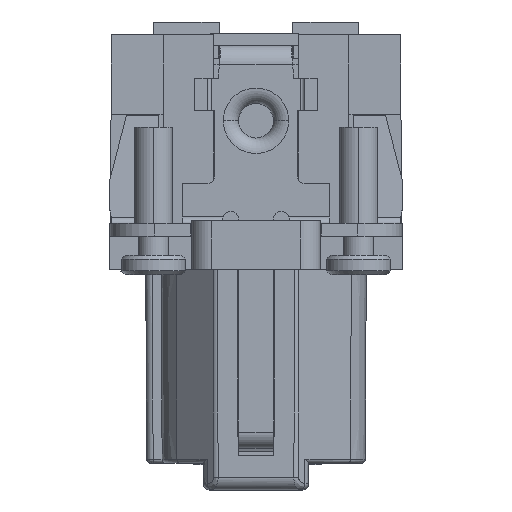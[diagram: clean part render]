
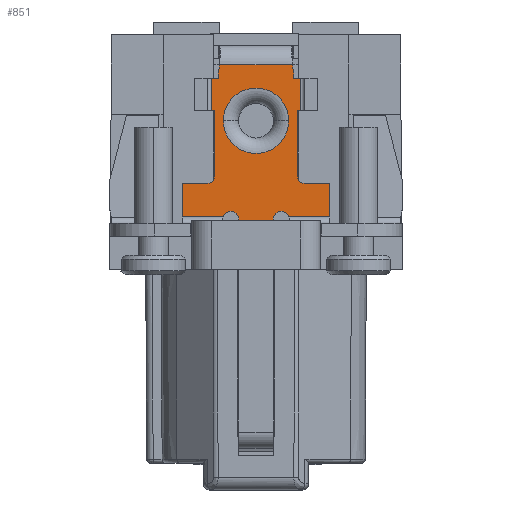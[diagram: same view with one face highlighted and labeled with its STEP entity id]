
A CAD part, left-side view. The second image highlights one B-rep face of the part: STEP entity #851.
In plain terms, the highlighted planar face has unit normal (-1, 0, 0).
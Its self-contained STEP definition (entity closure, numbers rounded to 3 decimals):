
#267=FACE_BOUND('',#7935,.T.);
#268=FACE_BOUND('',#7936,.T.);
#851=ADVANCED_FACE('',(#267,#268),#3382,.T.);
#3382=PLANE('',#49702);
#7935=EDGE_LOOP('',(#11134,#11135));
#7936=EDGE_LOOP('',(#11136,#11137,#11138,#11139,#11140,#11141,#11142,#11143,
#11144,#11145,#11146,#11147,#11148,#11149,#11150,#11151,#11152,#11153,#11154,
#11155,#11156,#11157,#11158,#11159,#11160,#11161));
#10650=B_SPLINE_CURVE_WITH_KNOTS('',3,(#65428,#65429,#65430,#65431),
 .UNSPECIFIED.,.F.,.F.,(4,4),(0.,1.),.UNSPECIFIED.);
#10651=B_SPLINE_CURVE_WITH_KNOTS('',3,(#65480,#65481,#65482,#65483),
 .UNSPECIFIED.,.F.,.F.,(4,4),(0.,1.),.UNSPECIFIED.);
#10652=B_SPLINE_CURVE_WITH_KNOTS('',3,(#65485,#65486,#65487,#65488),
 .UNSPECIFIED.,.F.,.F.,(4,4),(0.,1.),.UNSPECIFIED.);
#11134=ORIENTED_EDGE('',*,*,#29914,.T.);
#11135=ORIENTED_EDGE('',*,*,#29918,.T.);
#11136=ORIENTED_EDGE('',*,*,#29949,.T.);
#11137=ORIENTED_EDGE('',*,*,#29950,.F.);
#11138=ORIENTED_EDGE('',*,*,#29951,.T.);
#11139=ORIENTED_EDGE('',*,*,#29952,.T.);
#11140=ORIENTED_EDGE('',*,*,#29953,.T.);
#11141=ORIENTED_EDGE('',*,*,#29954,.F.);
#11142=ORIENTED_EDGE('',*,*,#29955,.T.);
#11143=ORIENTED_EDGE('',*,*,#29956,.T.);
#11144=ORIENTED_EDGE('',*,*,#29957,.T.);
#11145=ORIENTED_EDGE('',*,*,#29958,.F.);
#11146=ORIENTED_EDGE('',*,*,#29959,.T.);
#11147=ORIENTED_EDGE('',*,*,#29960,.F.);
#11148=ORIENTED_EDGE('',*,*,#29961,.T.);
#11149=ORIENTED_EDGE('',*,*,#29962,.F.);
#11150=ORIENTED_EDGE('',*,*,#29963,.T.);
#11151=ORIENTED_EDGE('',*,*,#29964,.T.);
#11152=ORIENTED_EDGE('',*,*,#29965,.T.);
#11153=ORIENTED_EDGE('',*,*,#29966,.T.);
#11154=ORIENTED_EDGE('',*,*,#29967,.T.);
#11155=ORIENTED_EDGE('',*,*,#29968,.F.);
#11156=ORIENTED_EDGE('',*,*,#29969,.T.);
#11157=ORIENTED_EDGE('',*,*,#29970,.T.);
#11158=ORIENTED_EDGE('',*,*,#29971,.T.);
#11159=ORIENTED_EDGE('',*,*,#29972,.F.);
#11160=ORIENTED_EDGE('',*,*,#29973,.T.);
#11161=ORIENTED_EDGE('',*,*,#29974,.T.);
#25238=VERTEX_POINT('',#65355);
#25240=VERTEX_POINT('',#65358);
#25270=VERTEX_POINT('',#65432);
#25271=VERTEX_POINT('',#65433);
#25272=VERTEX_POINT('',#65435);
#25273=VERTEX_POINT('',#65437);
#25274=VERTEX_POINT('',#65439);
#25275=VERTEX_POINT('',#65441);
#25276=VERTEX_POINT('',#65443);
#25277=VERTEX_POINT('',#65445);
#25278=VERTEX_POINT('',#65447);
#25279=VERTEX_POINT('',#65449);
#25280=VERTEX_POINT('',#65451);
#25281=VERTEX_POINT('',#65453);
#25282=VERTEX_POINT('',#65455);
#25283=VERTEX_POINT('',#65457);
#25284=VERTEX_POINT('',#65459);
#25285=VERTEX_POINT('',#65461);
#25286=VERTEX_POINT('',#65463);
#25287=VERTEX_POINT('',#65465);
#25288=VERTEX_POINT('',#65467);
#25289=VERTEX_POINT('',#65469);
#25290=VERTEX_POINT('',#65471);
#25291=VERTEX_POINT('',#65473);
#25292=VERTEX_POINT('',#65475);
#25293=VERTEX_POINT('',#65477);
#25294=VERTEX_POINT('',#65479);
#25295=VERTEX_POINT('',#65484);
#29914=EDGE_CURVE('',#25240,#25238,#48975,.T.);
#29918=EDGE_CURVE('',#25238,#25240,#48979,.T.);
#29949=EDGE_CURVE('',#25270,#25271,#10650,.T.);
#29950=EDGE_CURVE('',#25272,#25271,#48988,.T.);
#29951=EDGE_CURVE('',#25272,#25273,#36995,.T.);
#29952=EDGE_CURVE('',#25273,#25274,#36996,.T.);
#29953=EDGE_CURVE('',#25274,#25275,#36997,.T.);
#29954=EDGE_CURVE('',#25276,#25275,#48989,.T.);
#29955=EDGE_CURVE('',#25276,#25277,#36998,.T.);
#29956=EDGE_CURVE('',#25277,#25278,#36999,.T.);
#29957=EDGE_CURVE('',#25278,#25279,#37000,.T.);
#29958=EDGE_CURVE('',#25280,#25279,#37001,.T.);
#29959=EDGE_CURVE('',#25280,#25281,#37002,.T.);
#29960=EDGE_CURVE('',#25282,#25281,#48990,.T.);
#29961=EDGE_CURVE('',#25282,#25283,#37003,.T.);
#29962=EDGE_CURVE('',#25284,#25283,#48991,.T.);
#29963=EDGE_CURVE('',#25284,#25285,#37004,.T.);
#29964=EDGE_CURVE('',#25285,#25286,#37005,.T.);
#29965=EDGE_CURVE('',#25286,#25287,#37006,.T.);
#29966=EDGE_CURVE('',#25287,#25288,#37007,.T.);
#29967=EDGE_CURVE('',#25288,#25289,#37008,.T.);
#29968=EDGE_CURVE('',#25290,#25289,#48992,.T.);
#29969=EDGE_CURVE('',#25290,#25291,#37009,.T.);
#29970=EDGE_CURVE('',#25291,#25292,#37010,.T.);
#29971=EDGE_CURVE('',#25292,#25293,#37011,.T.);
#29972=EDGE_CURVE('',#25294,#25293,#48993,.T.);
#29973=EDGE_CURVE('',#25294,#25295,#10651,.T.);
#29974=EDGE_CURVE('',#25295,#25270,#10652,.T.);
#36995=LINE('',#65436,#42991);
#36996=LINE('',#65438,#42992);
#36997=LINE('',#65440,#42993);
#36998=LINE('',#65444,#42994);
#36999=LINE('',#65446,#42995);
#37000=LINE('',#65448,#42996);
#37001=LINE('',#65450,#42997);
#37002=LINE('',#65452,#42998);
#37003=LINE('',#65456,#42999);
#37004=LINE('',#65460,#43000);
#37005=LINE('',#65462,#43001);
#37006=LINE('',#65464,#43002);
#37007=LINE('',#65466,#43003);
#37008=LINE('',#65468,#43004);
#37009=LINE('',#65472,#43005);
#37010=LINE('',#65474,#43006);
#37011=LINE('',#65476,#43007);
#42991=VECTOR('',#52992,1.);
#42992=VECTOR('',#52993,1.);
#42993=VECTOR('',#52994,1.);
#42994=VECTOR('',#52997,1.);
#42995=VECTOR('',#52998,1.);
#42996=VECTOR('',#52999,1.);
#42997=VECTOR('',#53000,1.);
#42998=VECTOR('',#53001,1.);
#42999=VECTOR('',#53004,1.);
#43000=VECTOR('',#53007,1.);
#43001=VECTOR('',#53008,1.);
#43002=VECTOR('',#53009,1.);
#43003=VECTOR('',#53010,1.);
#43004=VECTOR('',#53011,1.);
#43005=VECTOR('',#53014,1.);
#43006=VECTOR('',#53015,1.);
#43007=VECTOR('',#53016,1.);
#48975=CIRCLE('',#49677,2.55);
#48979=CIRCLE('',#49682,2.55);
#48988=CIRCLE('',#49696,0.625);
#48989=CIRCLE('',#49697,0.5);
#48990=CIRCLE('',#49698,5.);
#48991=CIRCLE('',#49699,5.);
#48992=CIRCLE('',#49700,0.5);
#48993=CIRCLE('',#49701,0.625);
#49677=AXIS2_PLACEMENT_3D('',#65357,#52930,#52931);
#49682=AXIS2_PLACEMENT_3D('',#65364,#52940,#52941);
#49696=AXIS2_PLACEMENT_3D('',#65434,#52990,#52991);
#49697=AXIS2_PLACEMENT_3D('',#65442,#52995,#52996);
#49698=AXIS2_PLACEMENT_3D('',#65454,#53002,#53003);
#49699=AXIS2_PLACEMENT_3D('',#65458,#53005,#53006);
#49700=AXIS2_PLACEMENT_3D('',#65470,#53012,#53013);
#49701=AXIS2_PLACEMENT_3D('',#65478,#53017,#53018);
#49702=AXIS2_PLACEMENT_3D('',#65489,#53019,#53020);
#52930=DIRECTION('',(1.,0.,0.));
#52931=DIRECTION('',(0.,-1.,0.));
#52940=DIRECTION('',(1.,0.,0.));
#52941=DIRECTION('',(0.,1.,0.));
#52990=DIRECTION('',(-1.,0.,0.));
#52991=DIRECTION('',(0.,-0.955,0.297));
#52992=DIRECTION('',(0.,-1.,0.));
#52993=DIRECTION('',(0.,0.,1.));
#52994=DIRECTION('',(0.,1.,0.));
#52995=DIRECTION('',(-1.,0.,0.));
#52996=DIRECTION('',(0.,1.,0.));
#52997=DIRECTION('',(0.,0.,1.));
#52998=DIRECTION('',(0.,-1.,0.));
#52999=DIRECTION('',(0.,0.,1.));
#53000=DIRECTION('',(0.,-1.,0.));
#53001=DIRECTION('',(0.,0.,1.));
#53002=DIRECTION('',(-1.,0.,0.));
#53003=DIRECTION('',(0.,0.992,-0.129));
#53004=DIRECTION('',(0.,1.,0.));
#53005=DIRECTION('',(-1.,0.,0.));
#53006=DIRECTION('',(0.,-0.97,-0.243));
#53007=DIRECTION('',(0.,0.,-1.));
#53008=DIRECTION('',(0.,1.,0.));
#53009=DIRECTION('',(0.,0.,-1.));
#53010=DIRECTION('',(0.,-1.,0.));
#53011=DIRECTION('',(0.,0.,-1.));
#53012=DIRECTION('',(-1.,0.,0.));
#53013=DIRECTION('',(0.,0.,-1.));
#53014=DIRECTION('',(0.,1.,0.));
#53015=DIRECTION('',(0.,0.,-1.));
#53016=DIRECTION('',(0.,-1.,0.));
#53017=DIRECTION('',(-1.,0.,0.));
#53018=DIRECTION('',(0.,-1.,0.));
#53019=DIRECTION('',(-1.,0.,0.));
#53020=DIRECTION('',(0.,-1.,0.));
#65355=CARTESIAN_POINT('',(-28.1,2.55,28.8));
#65357=CARTESIAN_POINT('',(-28.1,0.,28.8));
#65358=CARTESIAN_POINT('',(-28.1,-2.55,28.8));
#65364=CARTESIAN_POINT('',(-28.1,0.,28.8));
#65428=CARTESIAN_POINT('',(-28.1,-1.35,19.8));
#65429=CARTESIAN_POINT('',(-28.1,-1.35,20.238));
#65430=CARTESIAN_POINT('',(-28.1,-1.35,20.676));
#65431=CARTESIAN_POINT('',(-28.1,-1.35,21.115));
#65432=CARTESIAN_POINT('',(-28.097,-1.35,19.8));
#65433=CARTESIAN_POINT('',(-28.1,-1.35,21.115));
#65434=CARTESIAN_POINT('',(-28.1,-1.975,21.115));
#65435=CARTESIAN_POINT('',(-28.1,-2.575,21.301));
#65436=CARTESIAN_POINT('',(-28.1,-2.572,21.3));
#65437=CARTESIAN_POINT('',(-28.1,-5.742,21.3));
#65438=CARTESIAN_POINT('',(-28.1,-5.742,21.3));
#65439=CARTESIAN_POINT('',(-28.1,-5.742,23.915));
#65440=CARTESIAN_POINT('',(-28.1,-5.742,23.915));
#65441=CARTESIAN_POINT('',(-28.1,-3.75,23.915));
#65442=CARTESIAN_POINT('',(-28.1,-3.75,24.415));
#65443=CARTESIAN_POINT('',(-28.1,-3.25,24.415));
#65444=CARTESIAN_POINT('',(-28.1,-3.25,24.415));
#65445=CARTESIAN_POINT('',(-28.1,-3.25,29.615));
#65446=CARTESIAN_POINT('',(-28.1,-3.25,29.615));
#65447=CARTESIAN_POINT('',(-28.1,-3.5,29.615));
#65448=CARTESIAN_POINT('',(-28.1,-3.5,29.615));
#65449=CARTESIAN_POINT('',(-28.1,-3.5,32.115));
#65450=CARTESIAN_POINT('',(-28.1,-2.946,32.115));
#65451=CARTESIAN_POINT('',(-28.1,-2.946,32.115));
#65452=CARTESIAN_POINT('',(-28.1,-2.946,32.115));
#65453=CARTESIAN_POINT('',(-28.1,-2.946,32.609));
#65454=CARTESIAN_POINT('',(-28.1,-7.796,33.825));
#65455=CARTESIAN_POINT('',(-28.1,-2.838,33.179));
#65456=CARTESIAN_POINT('',(-28.1,-2.838,33.179));
#65457=CARTESIAN_POINT('',(-28.1,2.838,33.179));
#65458=CARTESIAN_POINT('',(-28.1,7.796,33.825));
#65459=CARTESIAN_POINT('',(-28.1,2.946,32.609));
#65460=CARTESIAN_POINT('',(-28.1,2.946,32.609));
#65461=CARTESIAN_POINT('',(-28.1,2.946,32.115));
#65462=CARTESIAN_POINT('',(-28.1,2.946,32.115));
#65463=CARTESIAN_POINT('',(-28.1,3.5,32.115));
#65464=CARTESIAN_POINT('',(-28.1,3.5,32.115));
#65465=CARTESIAN_POINT('',(-28.1,3.5,29.615));
#65466=CARTESIAN_POINT('',(-28.1,3.5,29.615));
#65467=CARTESIAN_POINT('',(-28.1,3.25,29.615));
#65468=CARTESIAN_POINT('',(-28.1,3.25,29.615));
#65469=CARTESIAN_POINT('',(-28.1,3.25,24.415));
#65470=CARTESIAN_POINT('',(-28.1,3.75,24.415));
#65471=CARTESIAN_POINT('',(-28.1,3.75,23.915));
#65472=CARTESIAN_POINT('',(-28.1,3.75,23.915));
#65473=CARTESIAN_POINT('',(-28.1,5.742,23.915));
#65474=CARTESIAN_POINT('',(-28.1,5.742,23.915));
#65475=CARTESIAN_POINT('',(-28.1,5.742,21.3));
#65476=CARTESIAN_POINT('',(-28.1,5.742,21.3));
#65477=CARTESIAN_POINT('',(-28.1,2.575,21.301));
#65478=CARTESIAN_POINT('',(-28.1,1.975,21.115));
#65479=CARTESIAN_POINT('',(-28.1,1.35,21.115));
#65480=CARTESIAN_POINT('',(-28.1,1.35,21.115));
#65481=CARTESIAN_POINT('',(-28.1,1.35,20.676));
#65482=CARTESIAN_POINT('',(-28.1,1.35,20.238));
#65483=CARTESIAN_POINT('',(-28.1,1.35,19.8));
#65484=CARTESIAN_POINT('',(-28.097,1.35,19.8));
#65485=CARTESIAN_POINT('',(-28.1,1.35,19.8));
#65486=CARTESIAN_POINT('',(-28.1,0.45,19.8));
#65487=CARTESIAN_POINT('',(-28.1,-0.45,19.8));
#65488=CARTESIAN_POINT('',(-28.1,-1.35,19.8));
#65489=CARTESIAN_POINT('',(-28.1,0.,14.615));
